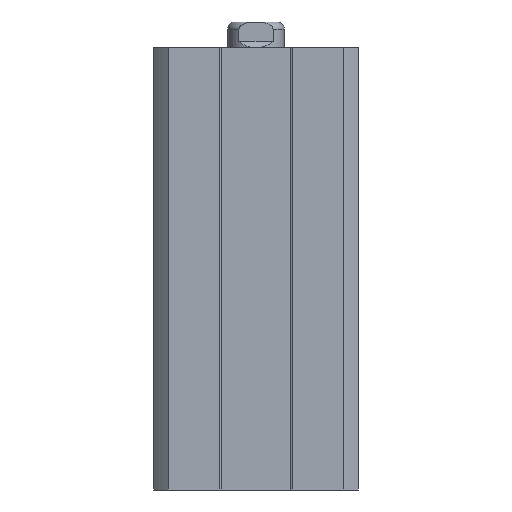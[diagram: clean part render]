
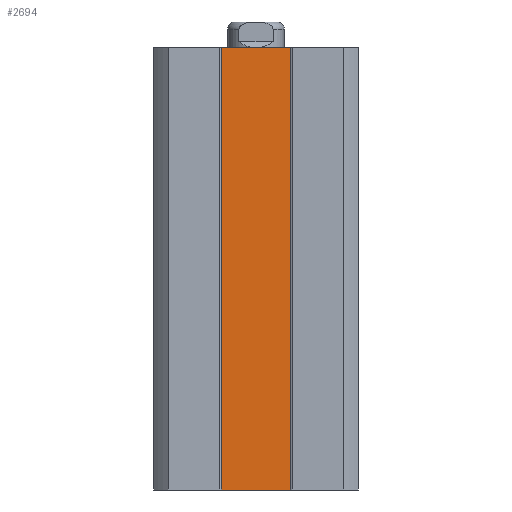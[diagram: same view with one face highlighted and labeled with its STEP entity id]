
A CAD part, front view. The second image highlights one B-rep face of the part: STEP entity #2694.
In plain terms, the highlighted planar face has unit normal (0, -1, 0).
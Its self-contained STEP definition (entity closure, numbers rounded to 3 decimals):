
#568=CARTESIAN_POINT('',(6.124,-12.3,0.0));
#569=VERTEX_POINT('',#568);
#577=CARTESIAN_POINT('',(-6.124,-12.3,0.0));
#578=VERTEX_POINT('',#577);
#579=CARTESIAN_POINT('',(-6.124,-12.3,0.0));
#580=DIRECTION('',(1.0,0.0,0.0));
#581=VECTOR('',#580,12.247);
#582=LINE('',#579,#581);
#583=EDGE_CURVE('',#578,#569,#582,.T.);
#1465=CARTESIAN_POINT('',(-6.124,-12.3,78.0));
#1466=VERTEX_POINT('',#1465);
#1474=CARTESIAN_POINT('',(6.124,-12.3,78.0));
#1475=VERTEX_POINT('',#1474);
#1476=CARTESIAN_POINT('',(6.124,-12.3,78.0));
#1477=DIRECTION('',(-1.0,0.0,0.0));
#1478=VECTOR('',#1477,12.247);
#1479=LINE('',#1476,#1478);
#1480=EDGE_CURVE('',#1475,#1466,#1479,.T.);
#2673=CARTESIAN_POINT('',(6.124,-12.3,0.0));
#2674=DIRECTION('',(0.0,-1.0,0.0));
#2675=DIRECTION('',(0.0,0.0,-1.0));
#2676=AXIS2_PLACEMENT_3D('',#2673,#2674,#2675);
#2677=PLANE('',#2676);
#2678=ORIENTED_EDGE('',*,*,#1480,.T.);
#2679=CARTESIAN_POINT('',(-6.124,-12.3,0.0));
#2680=DIRECTION('',(0.0,0.0,1.0));
#2681=VECTOR('',#2680,78.0);
#2682=LINE('',#2679,#2681);
#2683=EDGE_CURVE('',#578,#1466,#2682,.T.);
#2684=ORIENTED_EDGE('',*,*,#2683,.F.);
#2685=ORIENTED_EDGE('',*,*,#583,.T.);
#2686=CARTESIAN_POINT('',(6.124,-12.3,0.0));
#2687=DIRECTION('',(0.0,0.0,1.0));
#2688=VECTOR('',#2687,78.0);
#2689=LINE('',#2686,#2688);
#2690=EDGE_CURVE('',#569,#1475,#2689,.T.);
#2691=ORIENTED_EDGE('',*,*,#2690,.T.);
#2692=EDGE_LOOP('',(#2678,#2684,#2685,#2691));
#2693=FACE_OUTER_BOUND('',#2692,.T.);
#2694=ADVANCED_FACE('',(#2693),#2677,.T.);
